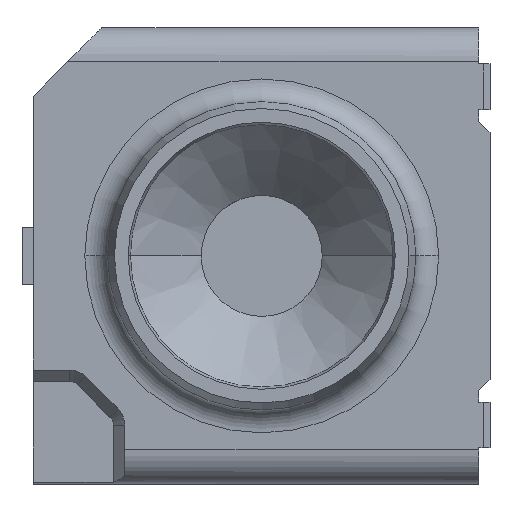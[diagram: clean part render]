
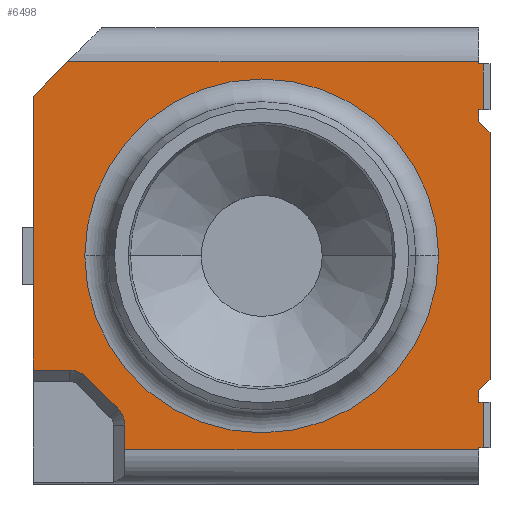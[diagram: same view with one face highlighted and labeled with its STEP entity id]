
A CAD part, top view. The second image highlights one B-rep face of the part: STEP entity #6498.
In plain terms, the highlighted planar face has unit normal (0, 0, 1).
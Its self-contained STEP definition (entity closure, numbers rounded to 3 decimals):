
#72=CARTESIAN_POINT('',(0.,0.,-0.4));
#73=DIRECTION('',(0.,0.,1.));
#74=DIRECTION('',(1.,0.,0.));
#75=AXIS2_PLACEMENT_3D('',#72,#73,#74);
#77=CARTESIAN_POINT('',(0.,0.,-0.4));
#78=DIRECTION('',(0.,0.,1.));
#79=DIRECTION('',(-1.,0.,0.));
#80=AXIS2_PLACEMENT_3D('',#77,#78,#79);
#82=DIRECTION('',(0.,1.,0.));
#83=VECTOR('',#82,0.2);
#84=CARTESIAN_POINT('',(0.97,0.641,-0.4));
#85=LINE('',#84,#83);
#86=DIRECTION('',(-1.,0.,0.));
#87=VECTOR('',#86,0.02);
#88=CARTESIAN_POINT('',(0.97,0.641,-0.4));
#89=LINE('',#88,#87);
#90=DIRECTION('',(0.,1.,0.));
#91=VECTOR('',#90,0.051);
#92=CARTESIAN_POINT('',(0.95,0.59,-0.4));
#93=LINE('',#92,#91);
#94=DIRECTION('',(0.,1.,0.));
#95=VECTOR('',#94,1.08);
#96=CARTESIAN_POINT('',(1.,-0.54,-0.4));
#97=LINE('',#96,#95);
#98=DIRECTION('',(0.,1.,0.));
#99=VECTOR('',#98,0.051);
#100=CARTESIAN_POINT('',(0.95,-0.641,-0.4));
#101=LINE('',#100,#99);
#102=DIRECTION('',(-1.,0.,0.));
#103=VECTOR('',#102,0.02);
#104=CARTESIAN_POINT('',(0.97,-0.641,-0.4));
#105=LINE('',#104,#103);
#106=DIRECTION('',(0.,1.,0.));
#107=VECTOR('',#106,0.2);
#108=CARTESIAN_POINT('',(0.97,-0.841,-0.4));
#109=LINE('',#108,#107);
#110=DIRECTION('',(-1.,0.,0.));
#111=VECTOR('',#110,0.02);
#112=CARTESIAN_POINT('',(0.97,-0.841,-0.4));
#113=LINE('',#112,#111);
#114=DIRECTION('',(0.,1.,0.));
#115=VECTOR('',#114,0.009);
#116=CARTESIAN_POINT('',(0.95,-0.85,-0.4));
#117=LINE('',#116,#115);
#118=DIRECTION('',(1.,0.,0.));
#119=VECTOR('',#118,1.55);
#120=CARTESIAN_POINT('',(-0.6,-0.85,-0.4));
#121=LINE('',#120,#119);
#122=DIRECTION('',(0.,1.,0.));
#123=VECTOR('',#122,0.109);
#124=CARTESIAN_POINT('',(-0.6,-0.85,-0.4));
#125=LINE('',#124,#123);
#126=CARTESIAN_POINT('',(-0.7,-0.741,-0.4));
#127=DIRECTION('',(0.,0.,1.));
#128=DIRECTION('',(1.,0.,0.));
#129=AXIS2_PLACEMENT_3D('',#126,#127,#128);
#131=DIRECTION('',(-0.707,0.707,0.));
#132=VECTOR('',#131,0.2);
#133=CARTESIAN_POINT('',(-0.629,-0.671,-0.4));
#134=LINE('',#133,#132);
#135=CARTESIAN_POINT('',(-0.841,-0.6,-0.4));
#136=DIRECTION('',(0.,0.,1.));
#137=DIRECTION('',(0.707,0.707,0.));
#138=AXIS2_PLACEMENT_3D('',#135,#136,#137);
#140=DIRECTION('',(1.,0.,0.));
#141=VECTOR('',#140,0.159);
#142=CARTESIAN_POINT('',(-1.,-0.5,-0.4));
#143=LINE('',#142,#141);
#144=DIRECTION('',(0.,-1.,0.));
#145=VECTOR('',#144,1.2);
#146=CARTESIAN_POINT('',(-1.,0.7,-0.4));
#147=LINE('',#146,#145);
#148=DIRECTION('',(0.707,0.707,0.));
#149=VECTOR('',#148,0.212);
#150=CARTESIAN_POINT('',(-1.,0.7,-0.4));
#151=LINE('',#150,#149);
#152=DIRECTION('',(-1.,0.,0.));
#153=VECTOR('',#152,1.8);
#154=CARTESIAN_POINT('',(0.95,0.85,-0.4));
#155=LINE('',#154,#153);
#156=DIRECTION('',(0.,1.,0.));
#157=VECTOR('',#156,0.009);
#158=CARTESIAN_POINT('',(0.95,0.841,-0.4));
#159=LINE('',#158,#157);
#160=DIRECTION('',(-1.,0.,0.));
#161=VECTOR('',#160,0.02);
#162=CARTESIAN_POINT('',(0.97,0.841,-0.4));
#163=LINE('',#162,#161);
#654=DIRECTION('',(0.707,0.707,0.));
#655=VECTOR('',#654,0.071);
#656=CARTESIAN_POINT('',(0.95,-0.59,-0.4));
#657=LINE('',#656,#655);
#734=DIRECTION('',(-0.707,0.707,0.));
#735=VECTOR('',#734,0.071);
#736=CARTESIAN_POINT('',(1.,0.54,-0.4));
#737=LINE('',#736,#735);
#5006=CARTESIAN_POINT('',(-1.,0.7,-0.4));
#5008=VERTEX_POINT('',#5006);
#5070=CARTESIAN_POINT('',(0.775,0.,-0.4));
#5071=CARTESIAN_POINT('',(-0.775,0.,-0.4));
#5072=VERTEX_POINT('',#5070);
#5073=VERTEX_POINT('',#5071);
#5074=CARTESIAN_POINT('',(-0.6,-0.85,-0.4));
#5075=CARTESIAN_POINT('',(-0.6,-0.741,-0.4));
#5076=VERTEX_POINT('',#5074);
#5077=VERTEX_POINT('',#5075);
#5078=CARTESIAN_POINT('',(-0.629,-0.671,-0.4));
#5079=VERTEX_POINT('',#5078);
#5080=CARTESIAN_POINT('',(-0.771,-0.529,-0.4));
#5081=VERTEX_POINT('',#5080);
#5082=CARTESIAN_POINT('',(-0.841,-0.5,-0.4));
#5083=VERTEX_POINT('',#5082);
#5084=CARTESIAN_POINT('',(-1.,-0.5,-0.4));
#5085=VERTEX_POINT('',#5084);
#5230=CARTESIAN_POINT('',(0.95,-0.59,-0.4));
#5231=CARTESIAN_POINT('',(1.,-0.54,-0.4));
#5232=VERTEX_POINT('',#5230);
#5233=VERTEX_POINT('',#5231);
#5336=CARTESIAN_POINT('',(1.,0.54,-0.4));
#5337=CARTESIAN_POINT('',(0.95,0.59,-0.4));
#5338=VERTEX_POINT('',#5336);
#5339=VERTEX_POINT('',#5337);
#5548=CARTESIAN_POINT('',(-0.85,0.85,-0.4));
#5549=VERTEX_POINT('',#5548);
#5681=CARTESIAN_POINT('',(0.95,-0.85,-0.4));
#5682=CARTESIAN_POINT('',(0.95,-0.841,-0.4));
#5683=VERTEX_POINT('',#5681);
#5684=VERTEX_POINT('',#5682);
#5693=CARTESIAN_POINT('',(0.95,0.85,-0.4));
#5694=VERTEX_POINT('',#5693);
#5707=CARTESIAN_POINT('',(0.95,0.841,-0.4));
#5708=VERTEX_POINT('',#5707);
#5709=CARTESIAN_POINT('',(0.95,0.641,-0.4));
#5710=VERTEX_POINT('',#5709);
#5719=CARTESIAN_POINT('',(0.95,-0.641,-0.4));
#5720=VERTEX_POINT('',#5719);
#5721=CARTESIAN_POINT('',(0.97,0.841,-0.4));
#5723=VERTEX_POINT('',#5721);
#5727=CARTESIAN_POINT('',(0.97,0.641,-0.4));
#5728=VERTEX_POINT('',#5727);
#5729=CARTESIAN_POINT('',(0.97,-0.641,-0.4));
#5731=VERTEX_POINT('',#5729);
#5735=CARTESIAN_POINT('',(0.97,-0.841,-0.4));
#5736=VERTEX_POINT('',#5735);
#6441=CARTESIAN_POINT('',(0.,0.,-0.4));
#6442=DIRECTION('',(0.,0.,1.));
#6443=DIRECTION('',(1.,0.,0.));
#6444=AXIS2_PLACEMENT_3D('',#6441,#6442,#6443);
#6445=PLANE('',#6444);
#6447=ORIENTED_EDGE('',*,*,#6446,.F.);
#6449=ORIENTED_EDGE('',*,*,#6448,.T.);
#6451=ORIENTED_EDGE('',*,*,#6450,.F.);
#6453=ORIENTED_EDGE('',*,*,#6452,.F.);
#6455=ORIENTED_EDGE('',*,*,#6454,.F.);
#6457=ORIENTED_EDGE('',*,*,#6456,.F.);
#6459=ORIENTED_EDGE('',*,*,#6458,.F.);
#6461=ORIENTED_EDGE('',*,*,#6460,.F.);
#6463=ORIENTED_EDGE('',*,*,#6462,.F.);
#6465=ORIENTED_EDGE('',*,*,#6464,.T.);
#6467=ORIENTED_EDGE('',*,*,#6466,.F.);
#6469=ORIENTED_EDGE('',*,*,#6468,.F.);
#6471=ORIENTED_EDGE('',*,*,#6470,.T.);
#6473=ORIENTED_EDGE('',*,*,#6472,.T.);
#6475=ORIENTED_EDGE('',*,*,#6474,.T.);
#6477=ORIENTED_EDGE('',*,*,#6476,.T.);
#6479=ORIENTED_EDGE('',*,*,#6478,.F.);
#6481=ORIENTED_EDGE('',*,*,#6480,.F.);
#6483=ORIENTED_EDGE('',*,*,#6482,.T.);
#6485=ORIENTED_EDGE('',*,*,#6484,.F.);
#6487=ORIENTED_EDGE('',*,*,#6486,.F.);
#6489=ORIENTED_EDGE('',*,*,#6488,.F.);
#6490=EDGE_LOOP('',(#6447,#6449,#6451,#6453,#6455,#6457,#6459,#6461,#6463,#6465,
#6467,#6469,#6471,#6473,#6475,#6477,#6479,#6481,#6483,#6485,#6487,#6489));
#6491=FACE_OUTER_BOUND('',#6490,.F.);
#6493=ORIENTED_EDGE('',*,*,#6492,.T.);
#6495=ORIENTED_EDGE('',*,*,#6494,.T.);
#6496=EDGE_LOOP('',(#6493,#6495));
#6497=FACE_BOUND('',#6496,.F.);
#6498=ADVANCED_FACE('',(#6491,#6497),#6445,.T.);
#76=CIRCLE('',#75,0.775);
#81=CIRCLE('',#80,0.775);
#130=CIRCLE('',#129,0.1);
#139=CIRCLE('',#138,0.1);
#6446=EDGE_CURVE('',#5728,#5723,#85,.T.);
#6448=EDGE_CURVE('',#5728,#5710,#89,.T.);
#6450=EDGE_CURVE('',#5339,#5710,#93,.T.);
#6452=EDGE_CURVE('',#5338,#5339,#737,.T.);
#6454=EDGE_CURVE('',#5233,#5338,#97,.T.);
#6456=EDGE_CURVE('',#5232,#5233,#657,.T.);
#6458=EDGE_CURVE('',#5720,#5232,#101,.T.);
#6460=EDGE_CURVE('',#5731,#5720,#105,.T.);
#6462=EDGE_CURVE('',#5736,#5731,#109,.T.);
#6464=EDGE_CURVE('',#5736,#5684,#113,.T.);
#6466=EDGE_CURVE('',#5683,#5684,#117,.T.);
#6468=EDGE_CURVE('',#5076,#5683,#121,.T.);
#6470=EDGE_CURVE('',#5076,#5077,#125,.T.);
#6472=EDGE_CURVE('',#5077,#5079,#130,.T.);
#6474=EDGE_CURVE('',#5079,#5081,#134,.T.);
#6476=EDGE_CURVE('',#5081,#5083,#139,.T.);
#6478=EDGE_CURVE('',#5085,#5083,#143,.T.);
#6480=EDGE_CURVE('',#5008,#5085,#147,.T.);
#6482=EDGE_CURVE('',#5008,#5549,#151,.T.);
#6484=EDGE_CURVE('',#5694,#5549,#155,.T.);
#6486=EDGE_CURVE('',#5708,#5694,#159,.T.);
#6488=EDGE_CURVE('',#5723,#5708,#163,.T.);
#6492=EDGE_CURVE('',#5072,#5073,#76,.T.);
#6494=EDGE_CURVE('',#5073,#5072,#81,.T.);
